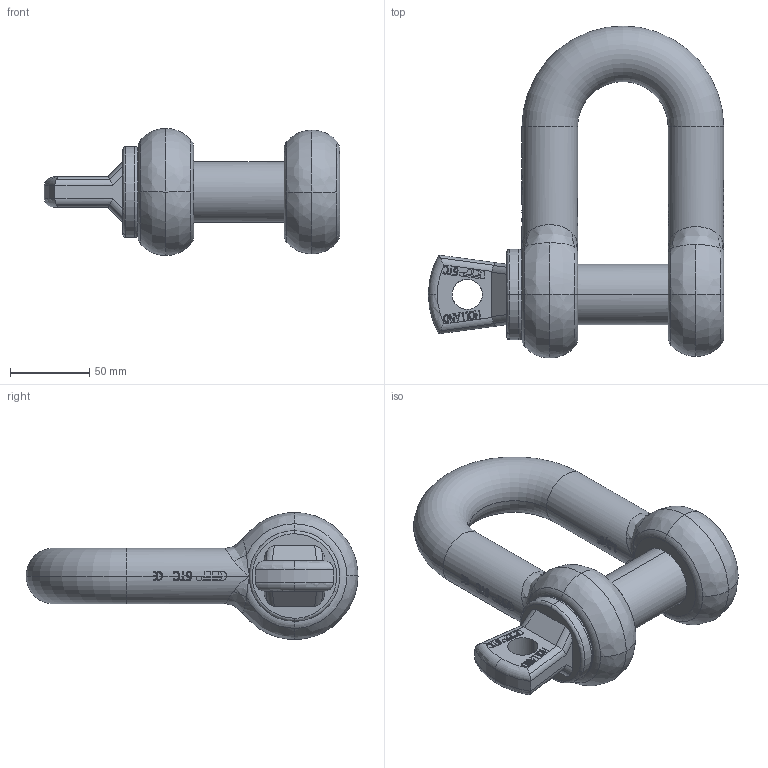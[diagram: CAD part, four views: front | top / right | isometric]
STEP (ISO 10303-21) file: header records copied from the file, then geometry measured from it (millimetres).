
FILE_DESCRIPTION(('.'),'2;1');
FILE_NAME('GPGDBB35.stp','2012-01-15T12:48:45+00:00',('.'),('.'),'','STEP AP214','.');
FILE_SCHEMA(('AUTOMOTIVE_DESIGN { 1 0 10303 214 1 1 1 1 }'));
Length unit declared in the file: millimetre
Products named in the file (3): GPGDBB35; 13,5; 13,5_1
Assembly tree (2 placements, depth 2):
  GPGDBB35
    13,5
    13,5_1
Bounding box: 186 x 209 x 80 mm (x, y, z)
Volume: 690047.9 mm3; surface area: 94498.6 mm2
Topology: 2 solids, 2 shells, 816 faces, 2706 edges, 1913 vertices
Faces by surface type: bspline 354, plane 291, cylinder 144, torus 24, cone 3
Entity records: 35854 total; most frequent: CARTESIAN_POINT 15926, ORIENTED_EDGE 5396, EDGE_CURVE 2698, VERTEX_POINT 1913, B_SPLINE_CURVE_WITH_KNOTS 1791, DIRECTION 1742, EDGE_LOOP 849, ADVANCED_FACE 816
